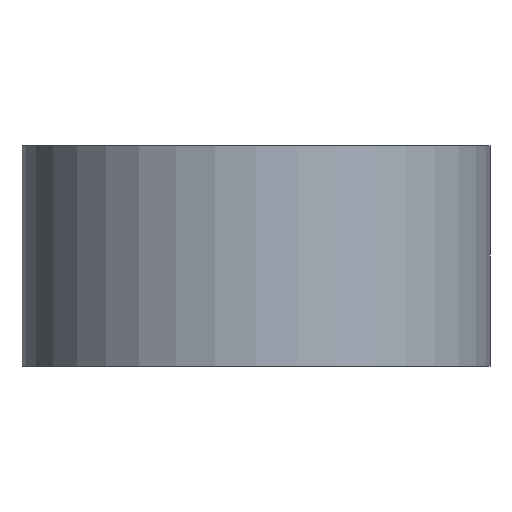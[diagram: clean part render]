
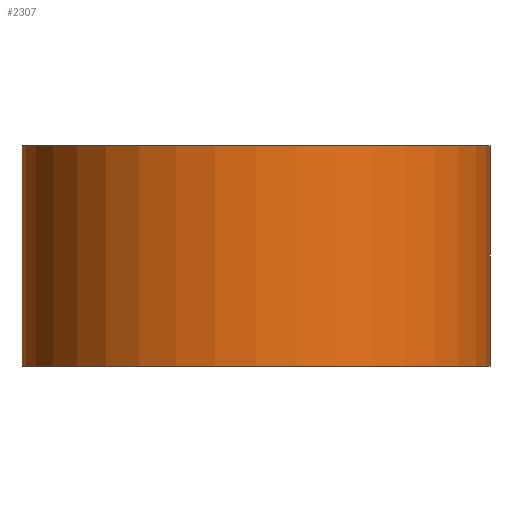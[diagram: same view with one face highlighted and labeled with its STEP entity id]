
A CAD part, front view. The second image highlights one B-rep face of the part: STEP entity #2307.
In plain terms, the highlighted cylindrical face has radius 42.5 mm (diameter 85 mm), a partial arc.
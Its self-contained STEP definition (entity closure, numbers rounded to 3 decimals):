
#260 = EDGE_CURVE ( 'NONE', #2153, #2448, #2314, .T. ) ;
#354 = ORIENTED_EDGE ( 'NONE', *, *, #260, .F. ) ;
#397 = EDGE_CURVE ( 'NONE', #2503, #2153, #1388, .T. ) ;
#407 = CARTESIAN_POINT ( 'NONE',  ( 42.5, 0., 0. ) ) ;
#410 = DIRECTION ( 'NONE',  ( 0., 0., 1. ) ) ;
#429 = DIRECTION ( 'NONE',  ( 1., 0., 0. ) ) ;
#583 = DIRECTION ( 'NONE',  ( 0., 0., 1. ) ) ;
#661 = VERTEX_POINT ( 'NONE', #1495 ) ;
#685 = EDGE_LOOP ( 'NONE', ( #1981, #3042, #2721, #354 ) ) ;
#695 = AXIS2_PLACEMENT_3D ( 'NONE', #825, #583, #2040 ) ;
#740 = FACE_OUTER_BOUND ( 'NONE', #685, .T. ) ;
#825 = CARTESIAN_POINT ( 'NONE',  ( 0., 0., 0. ) ) ;
#902 = VECTOR ( 'NONE', #410, 1000. ) ;
#939 = DIRECTION ( 'NONE',  ( 0., 0., 1. ) ) ;
#1166 = CARTESIAN_POINT ( 'NONE',  ( -42.5, 0., -40. ) ) ;
#1252 = EDGE_CURVE ( 'NONE', #661, #2448, #2869, .T. ) ;
#1353 = VECTOR ( 'NONE', #2365, 1000. ) ;
#1388 = LINE ( 'NONE', #1166, #902 ) ;
#1467 = DIRECTION ( 'NONE',  ( 0., 0., 1. ) ) ;
#1495 = CARTESIAN_POINT ( 'NONE',  ( 42.5, 0., -40. ) ) ;
#1497 = EDGE_CURVE ( 'NONE', #2503, #661, #3022, .T. ) ;
#1651 = AXIS2_PLACEMENT_3D ( 'NONE', #2843, #939, #429 ) ;
#1705 = CYLINDRICAL_SURFACE ( 'NONE', #3005, 42.5 ) ;
#1968 = CARTESIAN_POINT ( 'NONE',  ( -42.5, 0., -40. ) ) ;
#1981 = ORIENTED_EDGE ( 'NONE', *, *, #397, .F. ) ;
#2040 = DIRECTION ( 'NONE',  ( 1., 0., 0. ) ) ;
#2153 = VERTEX_POINT ( 'NONE', #2417 ) ;
#2156 = CARTESIAN_POINT ( 'NONE',  ( 42.5, 0., -40. ) ) ;
#2206 = DIRECTION ( 'NONE',  ( 1., 0., 0. ) ) ;
#2307 = ADVANCED_FACE ( 'NONE', ( #740 ), #1705, .T. ) ;
#2314 = CIRCLE ( 'NONE', #695, 42.5 ) ;
#2365 = DIRECTION ( 'NONE',  ( 0., 0., 1. ) ) ;
#2417 = CARTESIAN_POINT ( 'NONE',  ( -42.5, 0., 0. ) ) ;
#2448 = VERTEX_POINT ( 'NONE', #407 ) ;
#2503 = VERTEX_POINT ( 'NONE', #1968 ) ;
#2667 = CARTESIAN_POINT ( 'NONE',  ( 0., 0., -40. ) ) ;
#2721 = ORIENTED_EDGE ( 'NONE', *, *, #1252, .T. ) ;
#2843 = CARTESIAN_POINT ( 'NONE',  ( 0., 0., -40. ) ) ;
#2869 = LINE ( 'NONE', #2156, #1353 ) ;
#3005 = AXIS2_PLACEMENT_3D ( 'NONE', #2667, #1467, #2206 ) ;
#3022 = CIRCLE ( 'NONE', #1651, 42.5 ) ;
#3042 = ORIENTED_EDGE ( 'NONE', *, *, #1497, .T. ) ;
